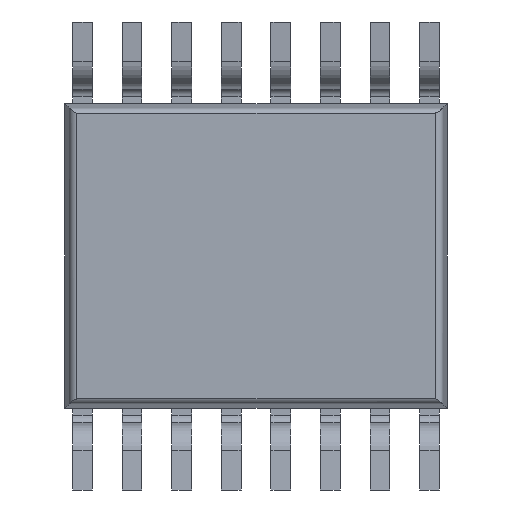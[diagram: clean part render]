
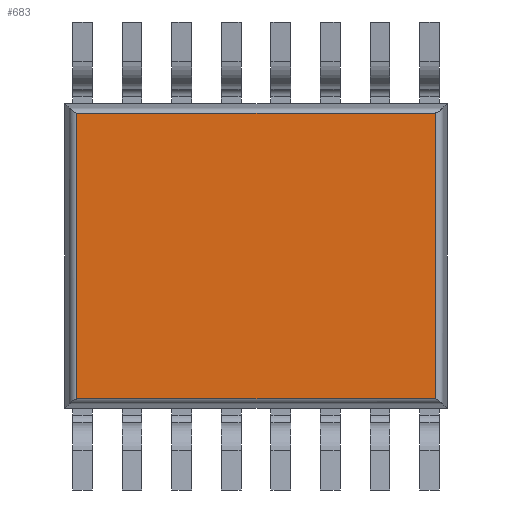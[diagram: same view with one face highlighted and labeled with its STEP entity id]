
A CAD part, front view. The second image highlights one B-rep face of the part: STEP entity #683.
In plain terms, the highlighted planar face has unit normal (0, -1, 0).
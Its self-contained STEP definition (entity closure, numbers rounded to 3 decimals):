
#683=ADVANCED_FACE('',(#1382),#1383,.T.);
#1382=FACE_OUTER_BOUND('',#2111,.T.);
#1383=PLANE('',#2112);
#2111=EDGE_LOOP('',(#4150,#4151,#4152,#4153));
#2112=AXIS2_PLACEMENT_3D('',#4154,#4155,#4156);
#4150=ORIENTED_EDGE('',*,*,#5234,.T.);
#4151=ORIENTED_EDGE('',*,*,#5235,.T.);
#4152=ORIENTED_EDGE('',*,*,#5236,.T.);
#4153=ORIENTED_EDGE('',*,*,#5237,.F.);
#4154=CARTESIAN_POINT('',(2.451,0.178,1.956));
#4155=DIRECTION('',(0.0,-1.0,-0.0));
#4156=DIRECTION('',(-1.0,0.0,0.));
#5234=EDGE_CURVE('',#6511,#6512,#6513,.T.);
#5235=EDGE_CURVE('',#6512,#6514,#6515,.T.);
#5236=EDGE_CURVE('',#6514,#6516,#6517,.T.);
#5237=EDGE_CURVE('',#6511,#6516,#6518,.T.);
#6511=VERTEX_POINT('',#8302);
#6512=VERTEX_POINT('',#8303);
#6513=LINE('',#8304,#8305);
#6514=VERTEX_POINT('',#8306);
#6515=LINE('',#8307,#8308);
#6516=VERTEX_POINT('',#8309);
#6517=LINE('',#8310,#8311);
#6518=LINE('',#8312,#8313);
#8302=CARTESIAN_POINT('',(4.745,0.178,1.83));
#8303=CARTESIAN_POINT('',(0.157,0.178,1.83));
#8304=CARTESIAN_POINT('',(2.451,0.178,1.83));
#8305=VECTOR('',#9398,1.0);
#8306=CARTESIAN_POINT('',(0.157,0.178,-1.83));
#8307=CARTESIAN_POINT('',(0.157,0.178,1.956));
#8308=VECTOR('',#9399,1.0);
#8309=CARTESIAN_POINT('',(4.745,0.178,-1.83));
#8310=CARTESIAN_POINT('',(2.451,0.178,-1.83));
#8311=VECTOR('',#9400,1.0);
#8312=CARTESIAN_POINT('',(4.745,0.178,1.956));
#8313=VECTOR('',#9401,1.0);
#9398=DIRECTION('',(-1.0,-0.0,0.));
#9399=DIRECTION('',(0.,0.0,-1.0));
#9400=DIRECTION('',(1.0,0.0,0.));
#9401=DIRECTION('',(0.,0.0,-1.0));
